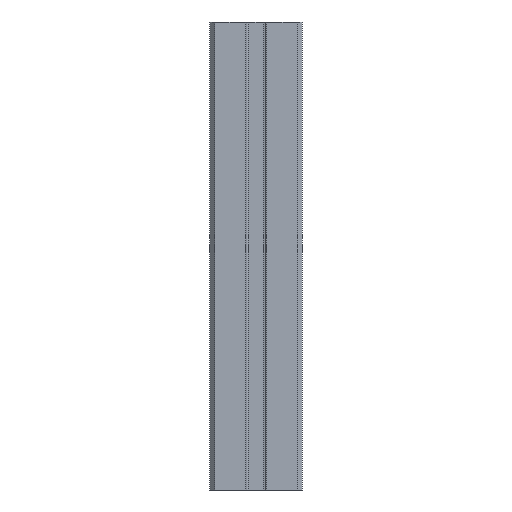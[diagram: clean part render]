
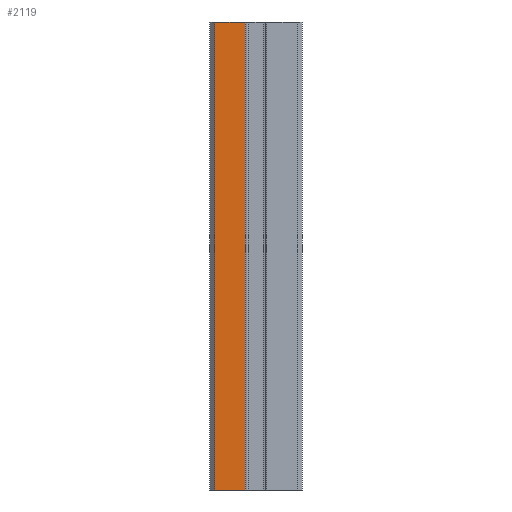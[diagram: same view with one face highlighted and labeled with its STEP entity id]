
A CAD part, front view. The second image highlights one B-rep face of the part: STEP entity #2119.
In plain terms, the highlighted planar face has unit normal (0, -1, 0).
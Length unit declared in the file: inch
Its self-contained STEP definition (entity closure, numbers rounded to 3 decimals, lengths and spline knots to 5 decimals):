
#121 = VECTOR ( 'NONE', #1686, 39.37008 ) ;
#169 = VERTEX_POINT ( 'NONE', #414 ) ;
#184 = ORIENTED_EDGE ( 'NONE', *, *, #2036, .T. ) ;
#187 = CARTESIAN_POINT ( 'NONE',  ( -0.18004, -0.7874, -4. ) ) ;
#207 = VECTOR ( 'NONE', #2255, 39.37008 ) ;
#218 = CARTESIAN_POINT ( 'NONE',  ( 0., -0.7874, 4. ) ) ;
#311 = EDGE_CURVE ( 'NONE', #1241, #169, #1740, .T. ) ;
#414 = CARTESIAN_POINT ( 'NONE',  ( -0.70866, -0.7874, -4. ) ) ;
#481 = VECTOR ( 'NONE', #2566, 39.37008 ) ;
#500 = VERTEX_POINT ( 'NONE', #948 ) ;
#531 = DIRECTION ( 'NONE',  ( 0., 0., 1. ) ) ;
#588 = EDGE_LOOP ( 'NONE', ( #1041, #1257, #1760, #184 ) ) ;
#719 = VECTOR ( 'NONE', #531, 39.37008 ) ;
#734 = EDGE_CURVE ( 'NONE', #1241, #1326, #1569, .T. ) ;
#779 = CARTESIAN_POINT ( 'NONE',  ( 0., -0.7874, 4. ) ) ;
#803 = FACE_OUTER_BOUND ( 'NONE', #588, .T. ) ;
#943 = CARTESIAN_POINT ( 'NONE',  ( -0.70866, -0.7874, 4. ) ) ;
#948 = CARTESIAN_POINT ( 'NONE',  ( -0.70866, -0.7874, 4. ) ) ;
#1041 = ORIENTED_EDGE ( 'NONE', *, *, #311, .F. ) ;
#1178 = PLANE ( 'NONE',  #1213 ) ;
#1213 = AXIS2_PLACEMENT_3D ( 'NONE', #779, #1596, #2269 ) ;
#1241 = VERTEX_POINT ( 'NONE', #187 ) ;
#1257 = ORIENTED_EDGE ( 'NONE', *, *, #734, .T. ) ;
#1326 = VERTEX_POINT ( 'NONE', #2319 ) ;
#1412 = EDGE_CURVE ( 'NONE', #1326, #500, #1482, .T. ) ;
#1482 = LINE ( 'NONE', #218, #121 ) ;
#1545 = CARTESIAN_POINT ( 'NONE',  ( 0., -0.7874, -4. ) ) ;
#1569 = LINE ( 'NONE', #1991, #719 ) ;
#1596 = DIRECTION ( 'NONE',  ( 0., -1., 0. ) ) ;
#1686 = DIRECTION ( 'NONE',  ( -1., 0., 0. ) ) ;
#1740 = LINE ( 'NONE', #1545, #481 ) ;
#1760 = ORIENTED_EDGE ( 'NONE', *, *, #1412, .T. ) ;
#1964 = LINE ( 'NONE', #943, #207 ) ;
#1991 = CARTESIAN_POINT ( 'NONE',  ( -0.18004, -0.7874, 4. ) ) ;
#2036 = EDGE_CURVE ( 'NONE', #500, #169, #1964, .T. ) ;
#2119 = ADVANCED_FACE ( 'NONE', ( #803 ), #1178, .T. ) ;
#2255 = DIRECTION ( 'NONE',  ( 0., 0., -1. ) ) ;
#2269 = DIRECTION ( 'NONE',  ( 1., 0., 0. ) ) ;
#2319 = CARTESIAN_POINT ( 'NONE',  ( -0.18004, -0.7874, 4. ) ) ;
#2566 = DIRECTION ( 'NONE',  ( -1., 0., 0. ) ) ;
